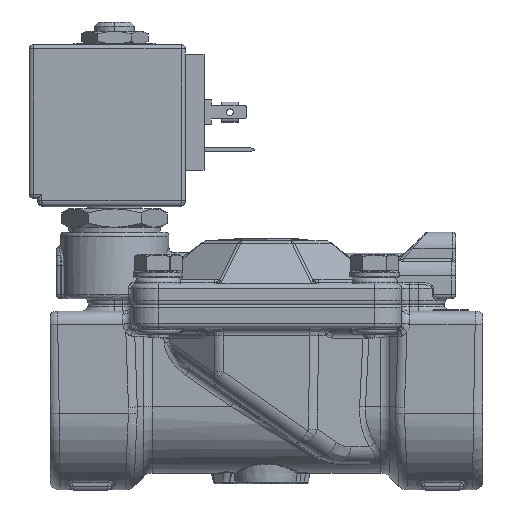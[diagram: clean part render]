
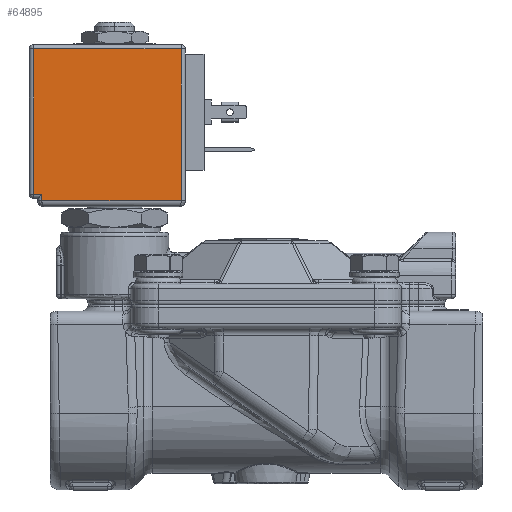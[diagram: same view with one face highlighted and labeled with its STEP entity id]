
A CAD part, front view. The second image highlights one B-rep face of the part: STEP entity #64895.
In plain terms, the highlighted face is planar.
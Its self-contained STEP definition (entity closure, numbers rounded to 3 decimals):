
#62300=DIRECTION('',(0.,-1.,0.));
#62301=VECTOR('',#62300,36.5);
#62302=CARTESIAN_POINT('',(-16.,33.,-15.));
#62303=LINE('',#62302,#62301);
#62307=DIRECTION('',(-1.,0.,0.));
#62308=VECTOR('',#62307,33.5);
#62309=CARTESIAN_POINT('',(17.5,-3.5,
-15.));
#62310=LINE('',#62309,#62308);
#62314=DIRECTION('',(0.,-1.,0.));
#62315=VECTOR('',#62314,1.5);
#62316=CARTESIAN_POINT('',(17.5,-2.,-15.));
#62317=LINE('',#62316,#62315);
#62321=DIRECTION('',(-1.,0.,0.));
#62322=VECTOR('',#62321,2.);
#62323=CARTESIAN_POINT('',(19.5,-2.,-15.));
#62324=LINE('',#62323,#62322);
#62328=DIRECTION('',(0.,-1.,0.));
#62329=VECTOR('',#62328,35.);
#62330=CARTESIAN_POINT('',(19.5,33.,-15.));
#62331=LINE('',#62330,#62329);
#62335=DIRECTION('',(1.,0.,0.));
#62336=VECTOR('',#62335,35.5);
#62337=CARTESIAN_POINT('',(-16.,33.,-15.));
#62338=LINE('',#62337,#62336);
#64391=CARTESIAN_POINT('',(-16.,33.,-15.));
#64392=CARTESIAN_POINT('',(-16.,-3.5,
-15.));
#64393=VERTEX_POINT('',#64391);
#64394=VERTEX_POINT('',#64392);
#64409=CARTESIAN_POINT('',(17.5,-3.5,
-15.));
#64410=VERTEX_POINT('',#64409);
#64437=CARTESIAN_POINT('',(19.5,33.,-15.));
#64438=VERTEX_POINT('',#64437);
#64439=CARTESIAN_POINT('',(19.5,-2.,-15.));
#64440=VERTEX_POINT('',#64439);
#64445=CARTESIAN_POINT('',(17.5,-2.,-15.));
#64446=VERTEX_POINT('',#64445);
#64877=CARTESIAN_POINT('',(0.,34.,-15.));
#64878=DIRECTION('',(0.,0.,1.));
#64879=DIRECTION('',(1.,0.,0.));
#64880=AXIS2_PLACEMENT_3D('',#64877,#64878,#64879);
#64881=PLANE('',#64880);
#64883=ORIENTED_EDGE('',*,*,#64882,.T.);
#64885=ORIENTED_EDGE('',*,*,#64884,.F.);
#64887=ORIENTED_EDGE('',*,*,#64886,.F.);
#64888=ORIENTED_EDGE('',*,*,#64867,.F.);
#64890=ORIENTED_EDGE('',*,*,#64889,.F.);
#64892=ORIENTED_EDGE('',*,*,#64891,.F.);
#64893=EDGE_LOOP('',(#64883,#64885,#64887,#64888,#64890,#64892));
#64894=FACE_OUTER_BOUND('',#64893,.F.);
#64895=ADVANCED_FACE('',(#64894),#64881,.F.);
#64867=EDGE_CURVE('',#64440,#64446,#62324,.T.);
#64882=EDGE_CURVE('',#64393,#64394,#62303,.T.);
#64884=EDGE_CURVE('',#64410,#64394,#62310,.T.);
#64886=EDGE_CURVE('',#64446,#64410,#62317,.T.);
#64889=EDGE_CURVE('',#64438,#64440,#62331,.T.);
#64891=EDGE_CURVE('',#64393,#64438,#62338,.T.);
